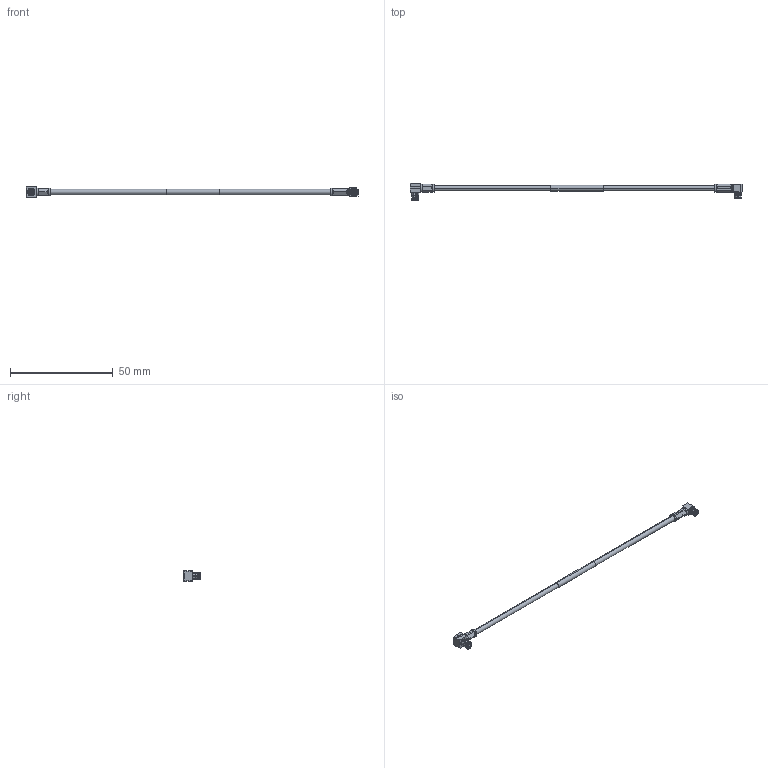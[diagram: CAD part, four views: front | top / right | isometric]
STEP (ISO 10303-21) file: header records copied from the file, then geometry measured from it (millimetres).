
FILE_DESCRIPTION (( 'STEP AP214' ), '1' );
FILE_NAME ('FMCA9848_3D.step', '2023-08-01T16:43:55', ( '' ), ( '' ), 'SwSTEP 2.0', 'SolidWorks 2022', '' );
FILE_SCHEMA (( 'AUTOMOTIVE_DESIGN' ));
Length unit declared in the file: inch
Products named in the file (4): Copy of PE45867^FMCA9848; Copy of RG316-BULK^FMCA9848; FMCA9848_3D; Copy of Copy of PE45882^FMCA9848
Assembly tree (3 placements, depth 2):
  FMCA9848_3D
    Copy of RG316-BULK^FMCA9848
    Copy of PE45867^FMCA9848
    Copy of Copy of PE45882^FMCA9848
Bounding box: 161.34 x 8.51 x 5 mm (x, y, z)
Volume: 1097 mm3; surface area: 2209.6 mm2
Topology: 5 solids, 5 shells, 391 faces, 979 edges, 622 vertices
Faces by surface type: bspline 141, plane 134, cylinder 59, cone 51, torus 6
Entity records: 14328 total; most frequent: CARTESIAN_POINT 5560, ORIENTED_EDGE 1958, DIRECTION 1464, EDGE_CURVE 979, VERTEX_POINT 622, AXIS2_PLACEMENT_3D 548, EDGE_LOOP 417, FACE_OUTER_BOUND 391
